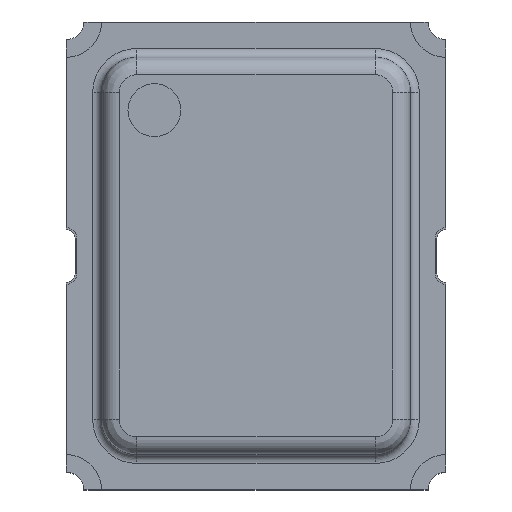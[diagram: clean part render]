
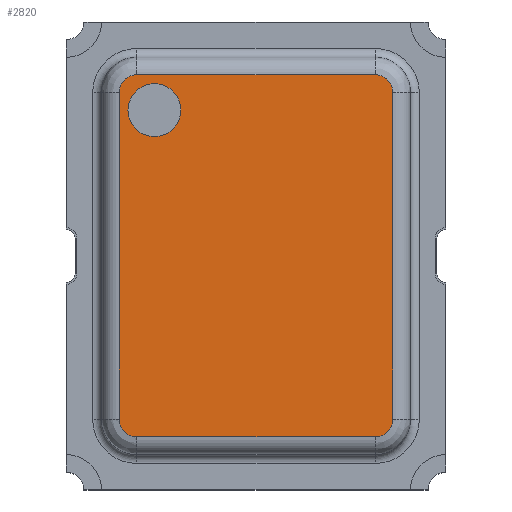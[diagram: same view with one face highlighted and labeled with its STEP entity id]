
A CAD part, top view. The second image highlights one B-rep face of the part: STEP entity #2820.
In plain terms, the highlighted planar face has unit normal (0, 0, 1).
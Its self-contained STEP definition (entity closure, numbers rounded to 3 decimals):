
#19=FACE_BOUND('',#500,.T.);
#99=CIRCLE('',#3040,0.1);
#103=CIRCLE('',#3044,0.1);
#107=CIRCLE('',#3050,0.1);
#111=CIRCLE('',#3054,0.1);
#114=CIRCLE('',#3063,0.15);
#322=FACE_OUTER_BOUND('',#499,.T.);
#499=EDGE_LOOP('',(#2217,#2218,#2219,#2220,#2221,#2222,#2223,#2224));
#500=EDGE_LOOP('',(#2225));
#741=LINE('',#4471,#1019);
#743=LINE('',#4507,#1021);
#746=LINE('',#4514,#1024);
#748=LINE('',#4545,#1026);
#1019=VECTOR('',#3581,1.35);
#1021=VECTOR('',#3601,1.85);
#1024=VECTOR('',#3608,1.85);
#1026=VECTOR('',#3624,1.35);
#1272=VERTEX_POINT('',#4468);
#1273=VERTEX_POINT('',#4470);
#1276=VERTEX_POINT('',#4485);
#1277=VERTEX_POINT('',#4498);
#1280=VERTEX_POINT('',#4505);
#1281=VERTEX_POINT('',#4510);
#1284=VERTEX_POINT('',#4525);
#1285=VERTEX_POINT('',#4538);
#1292=VERTEX_POINT('',#4565);
#1594=EDGE_CURVE('',#1272,#1273,#741,.T.);
#1598=EDGE_CURVE('',#1276,#1272,#99,.T.);
#1602=EDGE_CURVE('',#1273,#1277,#103,.T.);
#1604=EDGE_CURVE('',#1280,#1276,#743,.T.);
#1608=EDGE_CURVE('',#1277,#1281,#746,.T.);
#1610=EDGE_CURVE('',#1284,#1280,#107,.T.);
#1614=EDGE_CURVE('',#1281,#1285,#111,.T.);
#1616=EDGE_CURVE('',#1285,#1284,#748,.T.);
#1626=EDGE_CURVE('',#1292,#1292,#114,.T.);
#2217=ORIENTED_EDGE('',*,*,#1594,.F.);
#2218=ORIENTED_EDGE('',*,*,#1598,.F.);
#2219=ORIENTED_EDGE('',*,*,#1604,.F.);
#2220=ORIENTED_EDGE('',*,*,#1610,.F.);
#2221=ORIENTED_EDGE('',*,*,#1616,.F.);
#2222=ORIENTED_EDGE('',*,*,#1614,.F.);
#2223=ORIENTED_EDGE('',*,*,#1608,.F.);
#2224=ORIENTED_EDGE('',*,*,#1602,.F.);
#2225=ORIENTED_EDGE('',*,*,#1626,.T.);
#2683=PLANE('',#3062);
#2820=ADVANCED_FACE('',(#322,#19),#2683,.T.);
#3040=AXIS2_PLACEMENT_3D('',#4487,#3587,#3588);
#3044=AXIS2_PLACEMENT_3D('',#4502,#3595,#3596);
#3050=AXIS2_PLACEMENT_3D('',#4527,#3611,#3612);
#3054=AXIS2_PLACEMENT_3D('',#4542,#3619,#3620);
#3062=AXIS2_PLACEMENT_3D('',#4564,#3644,#3645);
#3063=AXIS2_PLACEMENT_3D('',#4566,#3646,#3647);
#3581=DIRECTION('',(-1.,0.,0.));
#3587=DIRECTION('center_axis',(0.,0.,
-1.));
#3588=DIRECTION('ref_axis',(0.707,-0.707,0.));
#3595=DIRECTION('center_axis',(0.,0.,
-1.));
#3596=DIRECTION('ref_axis',(-0.707,-0.707,0.));
#3601=DIRECTION('',(0.,-1.,0.));
#3608=DIRECTION('',(0.,1.,0.));
#3611=DIRECTION('center_axis',(0.,0.,
-1.));
#3612=DIRECTION('ref_axis',(0.707,0.707,0.));
#3619=DIRECTION('center_axis',(0.,0.,
-1.));
#3620=DIRECTION('ref_axis',(-0.707,0.707,0.));
#3624=DIRECTION('',(1.,0.,0.));
#3644=DIRECTION('center_axis',(0.,0.,
1.));
#3645=DIRECTION('ref_axis',(0.,1.,0.));
#3646=DIRECTION('center_axis',(0.,0.,
-1.));
#3647=DIRECTION('ref_axis',(1.,0.,0.));
#4468=CARTESIAN_POINT('',(0.675,-1.025,0.9));
#4470=CARTESIAN_POINT('',(-0.675,-1.025,0.9));
#4471=CARTESIAN_POINT('',(0.338,-1.025,0.9));
#4485=CARTESIAN_POINT('',(0.775,-0.925,0.9));
#4487=CARTESIAN_POINT('Origin',(0.675,-0.925,0.9));
#4498=CARTESIAN_POINT('',(-0.775,-0.925,0.9));
#4502=CARTESIAN_POINT('Origin',(-0.675,-0.925,0.9));
#4505=CARTESIAN_POINT('',(0.775,0.925,0.9));
#4507=CARTESIAN_POINT('',(0.775,0.463,0.9));
#4510=CARTESIAN_POINT('',(-0.775,0.925,0.9));
#4514=CARTESIAN_POINT('',(-0.775,-0.463,0.9));
#4525=CARTESIAN_POINT('',(0.675,1.025,0.9));
#4527=CARTESIAN_POINT('Origin',(0.675,0.925,0.9));
#4538=CARTESIAN_POINT('',(-0.675,1.025,0.9));
#4542=CARTESIAN_POINT('Origin',(-0.675,0.925,0.9));
#4545=CARTESIAN_POINT('',(-0.338,1.025,0.9));
#4564=CARTESIAN_POINT('Origin',(0.,0.,
0.9));
#4565=CARTESIAN_POINT('',(-0.425,0.825,0.9));
#4566=CARTESIAN_POINT('Origin',(-0.575,0.825,0.9));
